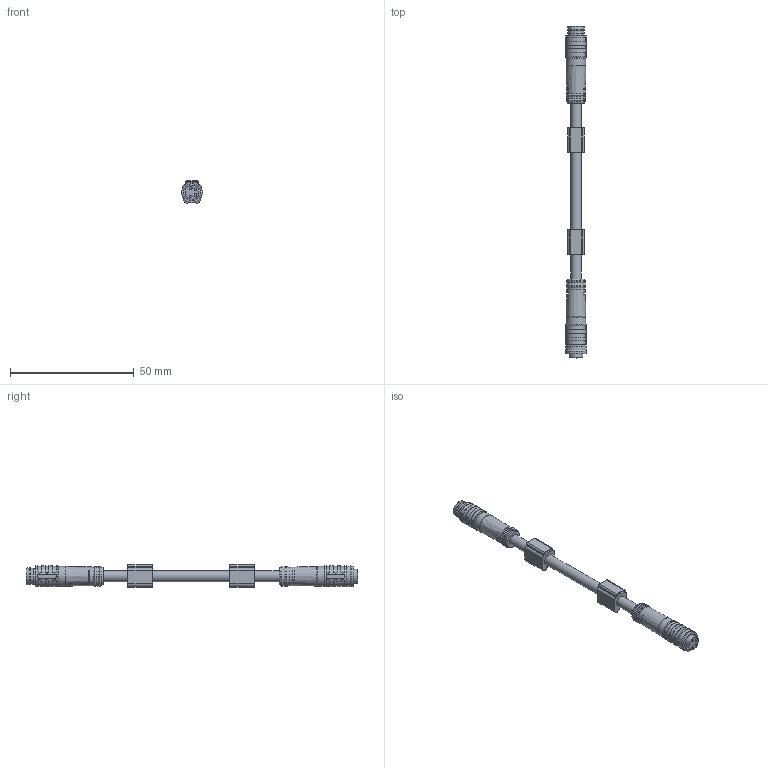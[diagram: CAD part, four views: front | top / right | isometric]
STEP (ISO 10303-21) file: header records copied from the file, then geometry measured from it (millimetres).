
FILE_DESCRIPTION(/* description */ (''),/* implementation_level */ '2;1');
FILE_NAME(/* name */ 'AL-KP4-m-AL-SP3_stp.stp',/* time_stamp */ '2019-01-15T11:24:03+01:00',/* author */ (''),/* organization */ (''),/* preprocessor_version */ 'ST-DEVELOPER v16',/* originating_system */ 'SIEMENS PLM Software NX 10.0',/* authorisation */ '');
FILE_SCHEMA (('AUTOMOTIVE_DESIGN { 1 0 10303 214 3 1 1 1 }'));
Length unit declared in the file: millimetre
Products named in the file (1): AL-KP4-m-AL-SP3_stp
Bounding box: 8.59 x 134.4 x 9 mm (x, y, z)
Volume: 4645 mm3; surface area: 3828 mm2
Topology: 1 solids, 1 shells, 250 faces, 632 edges, 413 vertices
Faces by surface type: cylinder 128, plane 100, torus 9, cone 7, bspline 3, sphere 3
Full cylindrical faces by diameter (mm): 1 x3, 1.1 x4, 4.4 x3, 5.65 x1, 5.8 x1, 6.3 x1, 6.5 x1, 6.9 x2, 7.5 x8, 8 x2, 8.3 x2, 8.4 x2
Entity records: 8885 total; most frequent: CARTESIAN_POINT 3133, DIRECTION 1210, ORIENTED_EDGE 1106, EDGE_CURVE 553, AXIS2_PLACEMENT_3D 484, VERTEX_POINT 391, EDGE_LOOP 344, ADVANCED_FACE 250
